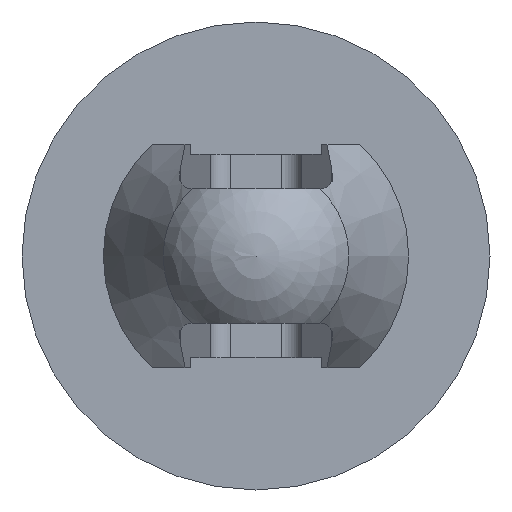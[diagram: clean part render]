
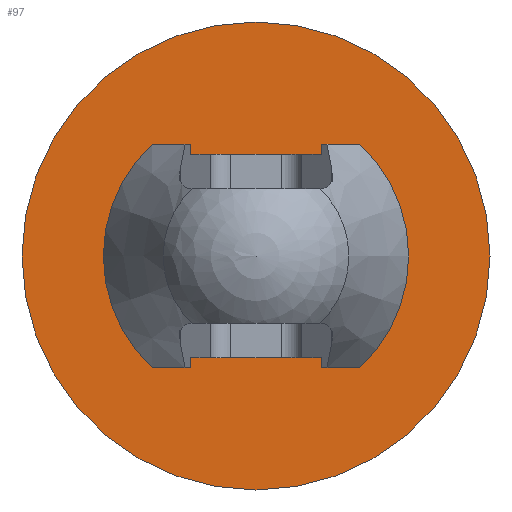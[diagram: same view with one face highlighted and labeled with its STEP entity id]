
A CAD part, front view. The second image highlights one B-rep face of the part: STEP entity #97.
In plain terms, the highlighted planar face has unit normal (0, -1, 0).
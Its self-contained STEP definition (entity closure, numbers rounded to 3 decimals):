
#97 = ADVANCED_FACE( '', ( #214, #215 ), #216, .F. );
#214 = FACE_BOUND( '', #349, .T. );
#215 = FACE_OUTER_BOUND( '', #350, .T. );
#216 = PLANE( '', #351 );
#349 = EDGE_LOOP( '', ( #589, #590, #591, #592 ) );
#350 = EDGE_LOOP( '', ( #593 ) );
#351 = AXIS2_PLACEMENT_3D( '', #594, #595, #596 );
#589 = ORIENTED_EDGE( '', *, *, #928, .F. );
#590 = ORIENTED_EDGE( '', *, *, #905, .F. );
#591 = ORIENTED_EDGE( '', *, *, #917, .T. );
#592 = ORIENTED_EDGE( '', *, *, #929, .F. );
#593 = ORIENTED_EDGE( '', *, *, #930, .T. );
#594 = CARTESIAN_POINT( '', ( -2.3, -5., 0. ) );
#595 = DIRECTION( '', ( 0., 1., 0. ) );
#596 = DIRECTION( '', ( -1., 0., 0. ) );
#905 = EDGE_CURVE( '', #1115, #1116, #1117, .T. );
#917 = EDGE_CURVE( '', #1115, #1135, #1136, .T. );
#928 = EDGE_CURVE( '', #1116, #1151, #1152, .T. );
#929 = EDGE_CURVE( '', #1151, #1135, #1153, .T. );
#930 = EDGE_CURVE( '', #1154, #1154, #1155, .T. );
#1115 = VERTEX_POINT( '', #1415 );
#1116 = VERTEX_POINT( '', #1416 );
#1117 = CIRCLE( '', #1417, 1.25 );
#1135 = VERTEX_POINT( '', #1459 );
#1136 = LINE( '', #1460, #1461 );
#1151 = VERTEX_POINT( '', #1482 );
#1152 = LINE( '', #1483, #1484 );
#1153 = CIRCLE( '', #1485, 1.25 );
#1154 = VERTEX_POINT( '', #1486 );
#1155 = CIRCLE( '', #1487, 2.3 );
#1415 = CARTESIAN_POINT( '', ( 0.75, -5., -1. ) );
#1416 = CARTESIAN_POINT( '', ( 0.75, -5., 1. ) );
#1417 = AXIS2_PLACEMENT_3D( '', #1729, #1730, #1731 );
#1459 = CARTESIAN_POINT( '', ( -0.75, -5., -1. ) );
#1460 = CARTESIAN_POINT( '', ( 2.5, -5., -1. ) );
#1461 = VECTOR( '', #1737, 1000. );
#1482 = CARTESIAN_POINT( '', ( -0.75, -5., 1. ) );
#1483 = CARTESIAN_POINT( '', ( 2.5, -5., 1. ) );
#1484 = VECTOR( '', #1750, 1000. );
#1485 = AXIS2_PLACEMENT_3D( '', #1751, #1752, #1753 );
#1486 = CARTESIAN_POINT( '', ( 2.3, -5., 0. ) );
#1487 = AXIS2_PLACEMENT_3D( '', #1754, #1755, #1756 );
#1729 = CARTESIAN_POINT( '', ( 0., -5., 0. ) );
#1730 = DIRECTION( '', ( 0., -1., 0. ) );
#1731 = DIRECTION( '', ( 1., 0., 0. ) );
#1737 = DIRECTION( '', ( -1., 0., 0. ) );
#1750 = DIRECTION( '', ( -1., 0., 0. ) );
#1751 = CARTESIAN_POINT( '', ( 0., -5., 0. ) );
#1752 = DIRECTION( '', ( 0., -1., 0. ) );
#1753 = DIRECTION( '', ( 1., 0., 0. ) );
#1754 = CARTESIAN_POINT( '', ( 0., -5., 0. ) );
#1755 = DIRECTION( '', ( 0., -1., 0. ) );
#1756 = DIRECTION( '', ( 1., 0., 0. ) );
